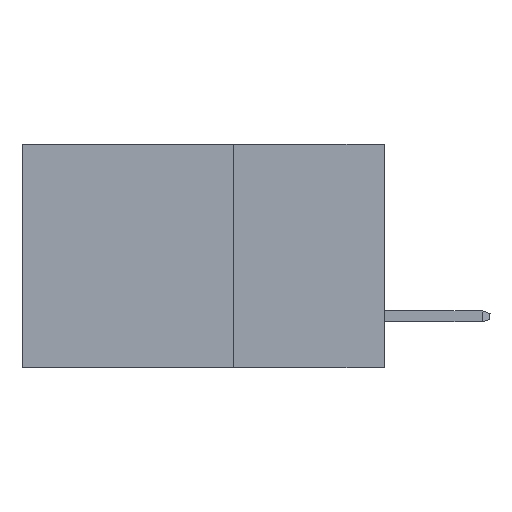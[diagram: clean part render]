
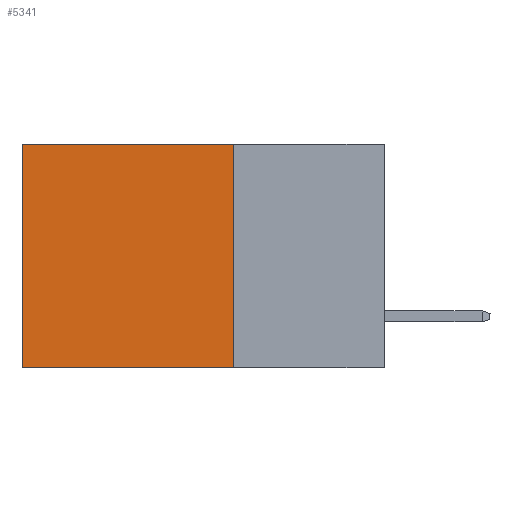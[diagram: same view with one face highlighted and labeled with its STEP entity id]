
A CAD part, left-side view. The second image highlights one B-rep face of the part: STEP entity #5341.
In plain terms, the highlighted planar face has unit normal (-1, 0, 0).
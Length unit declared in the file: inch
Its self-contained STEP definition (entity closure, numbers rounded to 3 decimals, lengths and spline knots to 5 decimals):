
#507 = VERTEX_POINT ( 'NONE', #1165 ) ;
#850 = AXIS2_PLACEMENT_3D ( 'NONE', #7578, #4117, #6833 ) ;
#913 = EDGE_CURVE ( 'NONE', #3360, #2106, #4927, .T. ) ;
#943 = DIRECTION ( 'NONE',  ( 0., 0., -1. ) ) ;
#1165 = CARTESIAN_POINT ( 'NONE',  ( 0.2615, 0.25, -0.37 ) ) ;
#1584 = CARTESIAN_POINT ( 'NONE',  ( 0.2615, 0.25, 0. ) ) ;
#1719 = EDGE_CURVE ( 'NONE', #507, #5849, #7054, .T. ) ;
#1995 = DIRECTION ( 'NONE',  ( 0., 1., 0. ) ) ;
#2106 = VERTEX_POINT ( 'NONE', #8157 ) ;
#2509 = CARTESIAN_POINT ( 'NONE',  ( 0.2615, 0.25, -0.37 ) ) ;
#2937 = ORIENTED_EDGE ( 'NONE', *, *, #6149, .T. ) ;
#3360 = VERTEX_POINT ( 'NONE', #1584 ) ;
#3887 = EDGE_CURVE ( 'NONE', #3360, #507, #6026, .T. ) ;
#4117 = DIRECTION ( 'NONE',  ( 1., 0., 0. ) ) ;
#4160 = EDGE_LOOP ( 'NONE', ( #2937, #6316, #9165, #7415 ) ) ;
#4257 = VECTOR ( 'NONE', #943, 39.37008 ) ;
#4927 = LINE ( 'NONE', #8490, #6589 ) ;
#5341 = ADVANCED_FACE ( 'NONE', ( #5561 ), #8344, .F. ) ;
#5561 = FACE_OUTER_BOUND ( 'NONE', #4160, .T. ) ;
#5849 = VERTEX_POINT ( 'NONE', #8795 ) ;
#5942 = VECTOR ( 'NONE', #6243, 39.37008 ) ;
#6026 = LINE ( 'NONE', #6120, #4257 ) ;
#6120 = CARTESIAN_POINT ( 'NONE',  ( 0.2615, 0.25, -0.37 ) ) ;
#6149 = EDGE_CURVE ( 'NONE', #2106, #5849, #8502, .T. ) ;
#6243 = DIRECTION ( 'NONE',  ( 0., 0., -1. ) ) ;
#6316 = ORIENTED_EDGE ( 'NONE', *, *, #1719, .F. ) ;
#6589 = VECTOR ( 'NONE', #8347, 39.37008 ) ;
#6833 = DIRECTION ( 'NONE',  ( 0., 0., -1. ) ) ;
#7054 = LINE ( 'NONE', #2509, #8264 ) ;
#7415 = ORIENTED_EDGE ( 'NONE', *, *, #913, .T. ) ;
#7578 = CARTESIAN_POINT ( 'NONE',  ( 0.2615, 0.25, -0.37 ) ) ;
#8157 = CARTESIAN_POINT ( 'NONE',  ( 0.2615, 0.6, 0. ) ) ;
#8264 = VECTOR ( 'NONE', #1995, 39.37008 ) ;
#8344 = PLANE ( 'NONE',  #850 ) ;
#8347 = DIRECTION ( 'NONE',  ( 0., 1., 0. ) ) ;
#8490 = CARTESIAN_POINT ( 'NONE',  ( 0.2615, 0.25, 0. ) ) ;
#8502 = LINE ( 'NONE', #9264, #5942 ) ;
#8795 = CARTESIAN_POINT ( 'NONE',  ( 0.2615, 0.6, -0.37 ) ) ;
#9165 = ORIENTED_EDGE ( 'NONE', *, *, #3887, .F. ) ;
#9264 = CARTESIAN_POINT ( 'NONE',  ( 0.2615, 0.6, -0.37 ) ) ;
